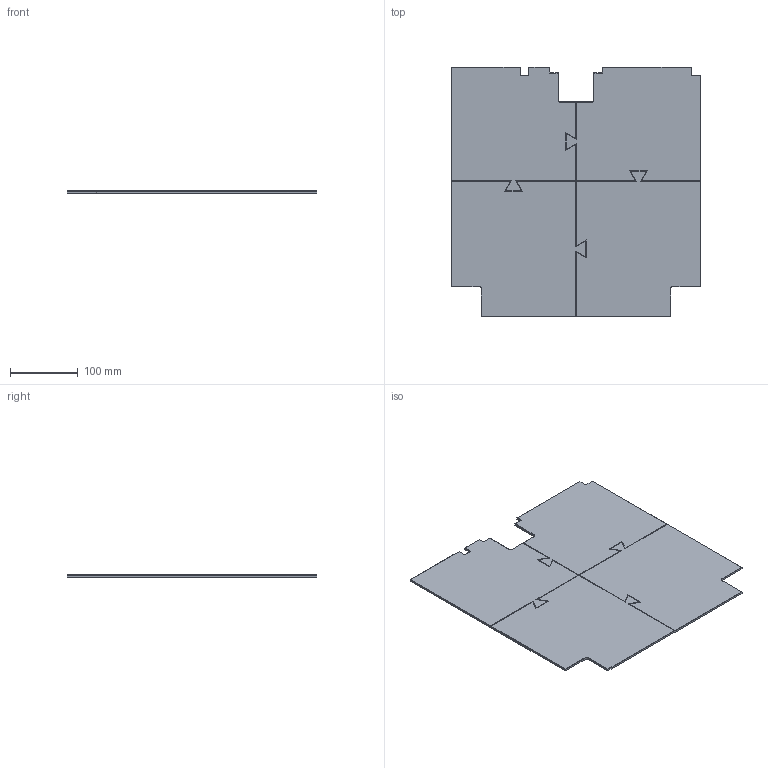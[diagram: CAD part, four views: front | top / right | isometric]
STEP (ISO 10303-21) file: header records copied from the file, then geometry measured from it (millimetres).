
FILE_DESCRIPTION(/* description */ (''),/* implementation_level */ '2;1');
FILE_NAME(/* name */ 'printable_deck.step',/* time_stamp */ '2025-06-15T16:53:00-05:00',/* author */ (''),/* organization */ (''),/* preprocessor_version */ 'ST-DEVELOPER v20.1',/* originating_system */ 'Autodesk Translation Framework v14.10.0.0',/* authorisation */ '');
FILE_SCHEMA (('AUTOMOTIVE_DESIGN { 1 0 10303 214 3 1 1 }'));
Length unit declared in the file: millimetre
Products named in the file (1): VT_dolores_Deck_Panel
Bounding box: 369 x 369 x 3 mm (x, y, z)
Volume: 386105.1 mm3; surface area: 267563.4 mm2
Topology: 4 solids, 4 shells, 314 faces, 806 edges, 514 vertices
Faces by surface type: plane 226, bspline 80, cone 4, cylinder 4
Entity records: 10072 total; most frequent: CARTESIAN_POINT 2995, ORIENTED_EDGE 1612, DIRECTION 1128, EDGE_CURVE 806, LINE 634, VECTOR 634, VERTEX_POINT 514, EDGE_LOOP 328
